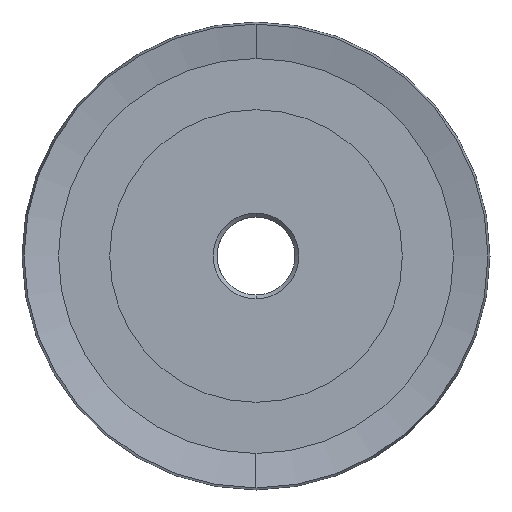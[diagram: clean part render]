
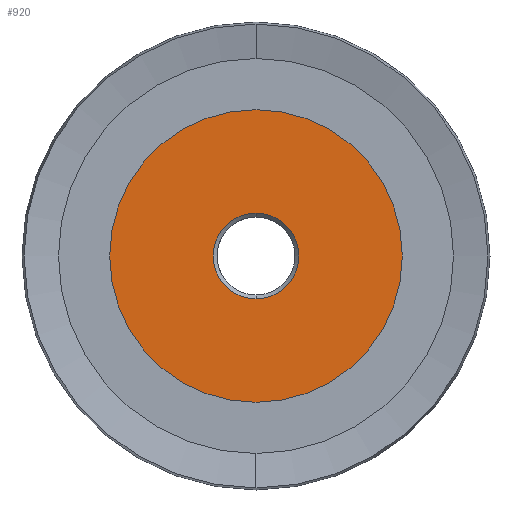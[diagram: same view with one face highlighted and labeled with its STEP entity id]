
A CAD part, left-side view. The second image highlights one B-rep face of the part: STEP entity #920.
In plain terms, the highlighted planar face has unit normal (-1, 0, 0).
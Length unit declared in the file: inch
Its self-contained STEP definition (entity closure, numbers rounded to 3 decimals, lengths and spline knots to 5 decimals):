
#192 = DIRECTION ( 'NONE',  ( -1., 0., 0. ) ) ;
#920 = ADVANCED_FACE ( 'NONE', ( #6726, #5281 ), #8737, .T. ) ;
#925 = CARTESIAN_POINT ( 'NONE',  ( 0., 0., -0.469 ) ) ;
#1174 = VERTEX_POINT ( 'NONE', #925 ) ;
#1379 = CIRCLE ( 'NONE', #9116, 0.1375 ) ;
#1688 = DIRECTION ( 'NONE',  ( 1., 0., 0. ) ) ;
#2138 = CARTESIAN_POINT ( 'NONE',  ( 0., 0., -0.1375 ) ) ;
#2631 = CIRCLE ( 'NONE', #3973, 0.1375 ) ;
#3047 = EDGE_CURVE ( 'NONE', #3924, #4927, #2631, .T. ) ;
#3211 = CARTESIAN_POINT ( 'NONE',  ( 0., 0., 0.469 ) ) ;
#3412 = CARTESIAN_POINT ( 'NONE',  ( 0., 0., 0. ) ) ;
#3558 = DIRECTION ( 'NONE',  ( -1., 0., 0. ) ) ;
#3680 = CARTESIAN_POINT ( 'NONE',  ( 0., 0., 0. ) ) ;
#3924 = VERTEX_POINT ( 'NONE', #2138 ) ;
#3967 = CARTESIAN_POINT ( 'NONE',  ( 0., 0., 0. ) ) ;
#3973 = AXIS2_PLACEMENT_3D ( 'NONE', #5873, #1688, #6589 ) ;
#4011 = CIRCLE ( 'NONE', #5846, 0.469 ) ;
#4102 = DIRECTION ( 'NONE',  ( 0., 0., 1. ) ) ;
#4367 = VERTEX_POINT ( 'NONE', #3211 ) ;
#4448 = EDGE_CURVE ( 'NONE', #1174, #4367, #5894, .T. ) ;
#4515 = ORIENTED_EDGE ( 'NONE', *, *, #5994, .T. ) ;
#4531 = ORIENTED_EDGE ( 'NONE', *, *, #4448, .T. ) ;
#4669 = DIRECTION ( 'NONE',  ( 0., 0., 1. ) ) ;
#4927 = VERTEX_POINT ( 'NONE', #7568 ) ;
#5110 = DIRECTION ( 'NONE',  ( 0., 0., 1. ) ) ;
#5281 = FACE_OUTER_BOUND ( 'NONE', #7890, .T. ) ;
#5846 = AXIS2_PLACEMENT_3D ( 'NONE', #7814, #3558, #8565 ) ;
#5873 = CARTESIAN_POINT ( 'NONE',  ( 0., 0., 0. ) ) ;
#5894 = CIRCLE ( 'NONE', #6562, 0.469 ) ;
#5990 = AXIS2_PLACEMENT_3D ( 'NONE', #3680, #192, #5110 ) ;
#5994 = EDGE_CURVE ( 'NONE', #4927, #3924, #1379, .T. ) ;
#6562 = AXIS2_PLACEMENT_3D ( 'NONE', #3967, #9005, #4669 ) ;
#6589 = DIRECTION ( 'NONE',  ( 0., 0., 1. ) ) ;
#6726 = FACE_BOUND ( 'NONE', #7671, .T. ) ;
#6846 = EDGE_CURVE ( 'NONE', #4367, #1174, #4011, .T. ) ;
#6948 = ORIENTED_EDGE ( 'NONE', *, *, #3047, .T. ) ;
#7541 = ORIENTED_EDGE ( 'NONE', *, *, #6846, .T. ) ;
#7568 = CARTESIAN_POINT ( 'NONE',  ( 0., 0., 0.1375 ) ) ;
#7671 = EDGE_LOOP ( 'NONE', ( #4515, #6948 ) ) ;
#7814 = CARTESIAN_POINT ( 'NONE',  ( 0., 0., 0. ) ) ;
#7890 = EDGE_LOOP ( 'NONE', ( #4531, #7541 ) ) ;
#8414 = DIRECTION ( 'NONE',  ( 1., 0., 0. ) ) ;
#8565 = DIRECTION ( 'NONE',  ( 0., 0., 1. ) ) ;
#8737 = PLANE ( 'NONE',  #5990 ) ;
#9005 = DIRECTION ( 'NONE',  ( -1., 0., 0. ) ) ;
#9116 = AXIS2_PLACEMENT_3D ( 'NONE', #3412, #8414, #4102 ) ;
